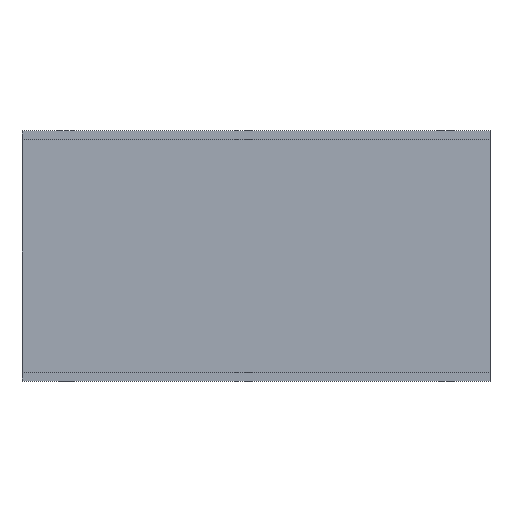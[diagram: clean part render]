
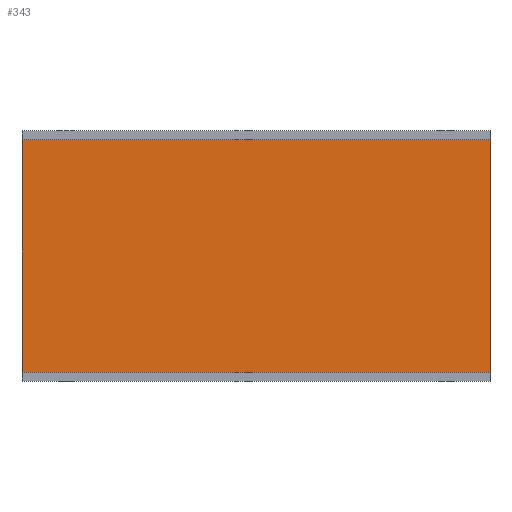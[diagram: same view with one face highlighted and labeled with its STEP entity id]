
A CAD part, top view. The second image highlights one B-rep face of the part: STEP entity #343.
In plain terms, the highlighted planar face has unit normal (0, 0, 1).
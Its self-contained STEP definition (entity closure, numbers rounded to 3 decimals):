
#4 = DIRECTION ( 'NONE',  ( -1., 0., 0. ) ) ;
#8 = VERTEX_POINT ( 'NONE', #382 ) ;
#9 = CARTESIAN_POINT ( 'NONE',  ( 0., 36.141, 5.659 ) ) ;
#20 = DIRECTION ( 'NONE',  ( 0., -1., 0. ) ) ;
#36 = EDGE_CURVE ( 'NONE', #8, #138, #607, .T. ) ;
#70 = EDGE_CURVE ( 'NONE', #414, #126, #440, .T. ) ;
#72 = LINE ( 'NONE', #125, #303 ) ;
#81 = DIRECTION ( 'NONE',  ( -1., 0., 0. ) ) ;
#105 = VECTOR ( 'NONE', #137, 1000. ) ;
#125 = CARTESIAN_POINT ( 'NONE',  ( 106.5, 36.141, 5.659 ) ) ;
#126 = VERTEX_POINT ( 'NONE', #658 ) ;
#137 = DIRECTION ( 'NONE',  ( -1., 0., 0. ) ) ;
#138 = VERTEX_POINT ( 'NONE', #672 ) ;
#188 = ORIENTED_EDGE ( 'NONE', *, *, #552, .F. ) ;
#248 = DIRECTION ( 'NONE',  ( 0., -1., 0. ) ) ;
#282 = CARTESIAN_POINT ( 'NONE',  ( 106.5, 36.141, 5.659 ) ) ;
#303 = VECTOR ( 'NONE', #248, 1000. ) ;
#343 = ADVANCED_FACE ( 'NONE', ( #406 ), #346, .F. ) ;
#346 = PLANE ( 'NONE',  #737 ) ;
#353 = VECTOR ( 'NONE', #81, 1000. ) ;
#382 = CARTESIAN_POINT ( 'NONE',  ( 106.5, -16.859, 5.659 ) ) ;
#406 = FACE_OUTER_BOUND ( 'NONE', #640, .T. ) ;
#414 = VERTEX_POINT ( 'NONE', #522 ) ;
#440 = LINE ( 'NONE', #550, #353 ) ;
#475 = ORIENTED_EDGE ( 'NONE', *, *, #36, .F. ) ;
#522 = CARTESIAN_POINT ( 'NONE',  ( 106.5, 36.141, 5.659 ) ) ;
#548 = ORIENTED_EDGE ( 'NONE', *, *, #70, .T. ) ;
#549 = LINE ( 'NONE', #9, #735 ) ;
#550 = CARTESIAN_POINT ( 'NONE',  ( 106.5, 36.141, 5.659 ) ) ;
#552 = EDGE_CURVE ( 'NONE', #414, #8, #72, .T. ) ;
#563 = EDGE_CURVE ( 'NONE', #126, #138, #549, .T. ) ;
#607 = LINE ( 'NONE', #663, #105 ) ;
#640 = EDGE_LOOP ( 'NONE', ( #666, #475, #188, #548 ) ) ;
#658 = CARTESIAN_POINT ( 'NONE',  ( 0., 36.141, 5.659 ) ) ;
#663 = CARTESIAN_POINT ( 'NONE',  ( 106.5, -16.859, 5.659 ) ) ;
#666 = ORIENTED_EDGE ( 'NONE', *, *, #563, .T. ) ;
#672 = CARTESIAN_POINT ( 'NONE',  ( 0., -16.859, 5.659 ) ) ;
#735 = VECTOR ( 'NONE', #20, 1000. ) ;
#737 = AXIS2_PLACEMENT_3D ( 'NONE', #282, #760, #4 ) ;
#760 = DIRECTION ( 'NONE',  ( 0., 0., -1. ) ) ;
